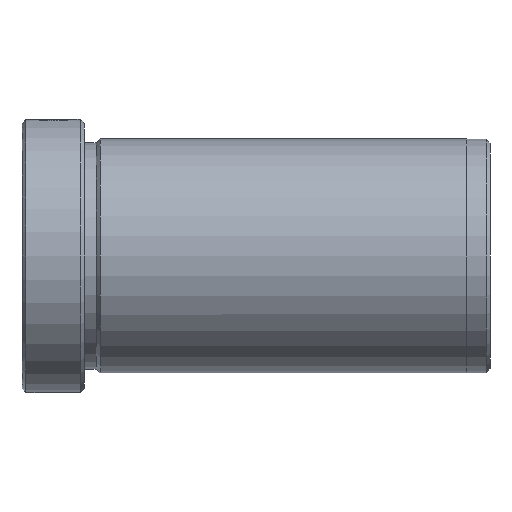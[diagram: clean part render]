
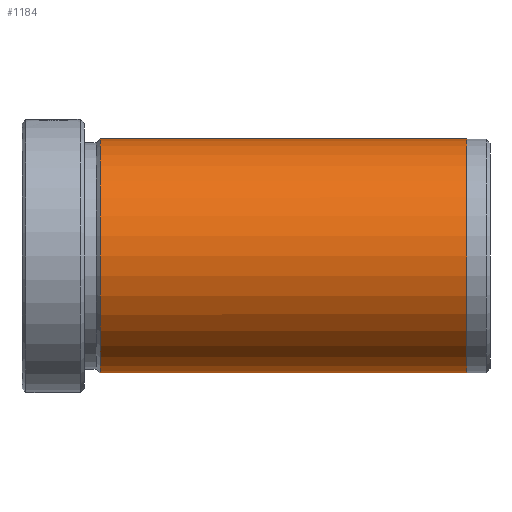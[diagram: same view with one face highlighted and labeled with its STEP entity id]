
A CAD part, left-side view. The second image highlights one B-rep face of the part: STEP entity #1184.
In plain terms, the highlighted cylindrical face has radius 15 mm (diameter 30 mm), a partial arc.
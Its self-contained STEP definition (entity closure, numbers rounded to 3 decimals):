
#14 = VECTOR ( 'NONE', #539, 1000. ) ;
#85 = EDGE_CURVE ( 'NONE', #1514, #433, #1167, .T. ) ;
#98 = DIRECTION ( 'NONE',  ( 0., 0., -1. ) ) ;
#101 = CARTESIAN_POINT ( 'NONE',  ( 0., -10., -15. ) ) ;
#128 = CARTESIAN_POINT ( 'NONE',  ( 0., 0., 15. ) ) ;
#211 = ORIENTED_EDGE ( 'NONE', *, *, #85, .F. ) ;
#224 = CARTESIAN_POINT ( 'NONE',  ( 0., 0., 0. ) ) ;
#244 = CARTESIAN_POINT ( 'NONE',  ( 0., -57., -15. ) ) ;
#269 = CARTESIAN_POINT ( 'NONE',  ( 0., -10., 0. ) ) ;
#349 = LINE ( 'NONE', #128, #14 ) ;
#407 = DIRECTION ( 'NONE',  ( 0., 0., 1. ) ) ;
#433 = VERTEX_POINT ( 'NONE', #101 ) ;
#454 = CYLINDRICAL_SURFACE ( 'NONE', #1586, 15. ) ;
#539 = DIRECTION ( 'NONE',  ( 0., 1., 0. ) ) ;
#626 = AXIS2_PLACEMENT_3D ( 'NONE', #1781, #931, #98 ) ;
#637 = ORIENTED_EDGE ( 'NONE', *, *, #646, .F. ) ;
#638 = EDGE_CURVE ( 'NONE', #1107, #1484, #349, .T. ) ;
#646 = EDGE_CURVE ( 'NONE', #433, #1484, #713, .T. ) ;
#649 = CIRCLE ( 'NONE', #626, 15. ) ;
#679 = AXIS2_PLACEMENT_3D ( 'NONE', #269, #1241, #407 ) ;
#713 = CIRCLE ( 'NONE', #679, 15. ) ;
#741 = CARTESIAN_POINT ( 'NONE',  ( 0., -10., 15. ) ) ;
#854 = CARTESIAN_POINT ( 'NONE',  ( 0., 0., -15. ) ) ;
#880 = CARTESIAN_POINT ( 'NONE',  ( 0., -57., 15. ) ) ;
#931 = DIRECTION ( 'NONE',  ( 0., -1., 0. ) ) ;
#1066 = DIRECTION ( 'NONE',  ( 0., 0., 1. ) ) ;
#1107 = VERTEX_POINT ( 'NONE', #880 ) ;
#1125 = EDGE_LOOP ( 'NONE', ( #211, #1620, #1375, #637 ) ) ;
#1158 = DIRECTION ( 'NONE',  ( 0., 1., 0. ) ) ;
#1167 = LINE ( 'NONE', #854, #1536 ) ;
#1184 = ADVANCED_FACE ( 'NONE', ( #1631 ), #454, .T. ) ;
#1241 = DIRECTION ( 'NONE',  ( 0., 1., 0. ) ) ;
#1375 = ORIENTED_EDGE ( 'NONE', *, *, #638, .T. ) ;
#1484 = VERTEX_POINT ( 'NONE', #741 ) ;
#1492 = DIRECTION ( 'NONE',  ( 0., 1., 0. ) ) ;
#1514 = VERTEX_POINT ( 'NONE', #244 ) ;
#1536 = VECTOR ( 'NONE', #1158, 1000. ) ;
#1586 = AXIS2_PLACEMENT_3D ( 'NONE', #224, #1492, #1066 ) ;
#1620 = ORIENTED_EDGE ( 'NONE', *, *, #1816, .F. ) ;
#1631 = FACE_OUTER_BOUND ( 'NONE', #1125, .T. ) ;
#1781 = CARTESIAN_POINT ( 'NONE',  ( 0., -57., 0. ) ) ;
#1816 = EDGE_CURVE ( 'NONE', #1107, #1514, #649, .T. ) ;
